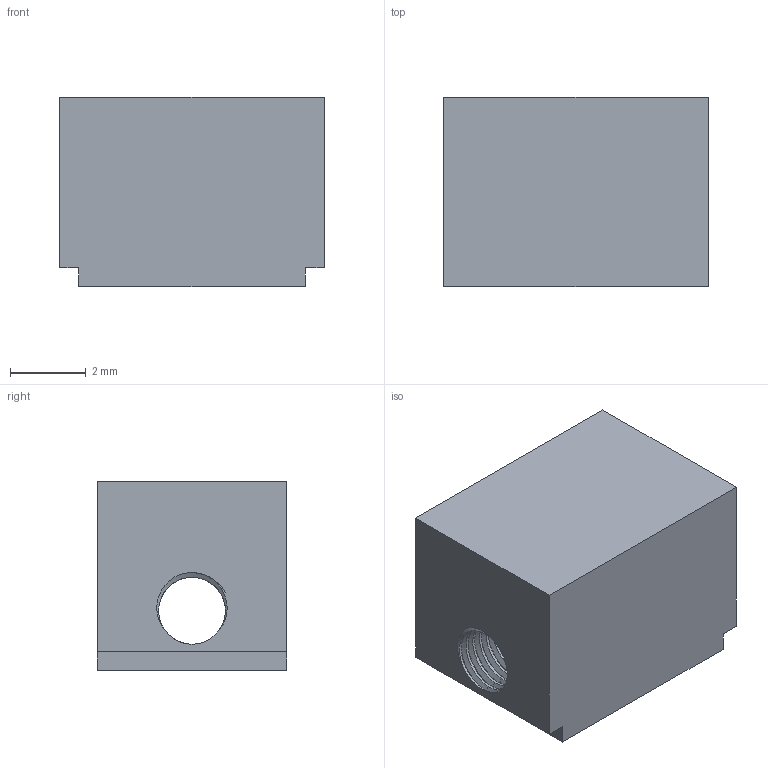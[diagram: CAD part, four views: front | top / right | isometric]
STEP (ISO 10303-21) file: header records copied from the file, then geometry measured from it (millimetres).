
FILE_DESCRIPTION(('FreeCAD Model'),'2;1');
FILE_NAME('Open CASCADE Shape Model','2023-11-29T12:27:33',(''),(''), 'Open CASCADE STEP processor 7.6','FreeCAD','Unknown');
FILE_SCHEMA(('AUTOMOTIVE_DESIGN { 1 0 10303 214 1 1 1 1 }'));
Length unit declared in the file: millimetre
Products named in the file (1): Body
Bounding box: 7 x 5 x 5 mm (x, y, z)
Volume: 152.8 mm3; surface area: 246.1 mm2
Topology: 1 solids, 1 shells, 123 faces, 258 edges, 136 vertices
Faces by surface type: bspline 84, cylinder 28, plane 10, cone 1
Full cylindrical faces by diameter (mm): 1.768 x26
Entity records: 10759 total; most frequent: CARTESIAN_POINT 8827, ORIENTED_EDGE 516, EDGE_CURVE 258, B_SPLINE_CURVE_WITH_KNOTS 199, DIRECTION 145, VERTEX_POINT 136, FACE_BOUND 124, EDGE_LOOP 124
